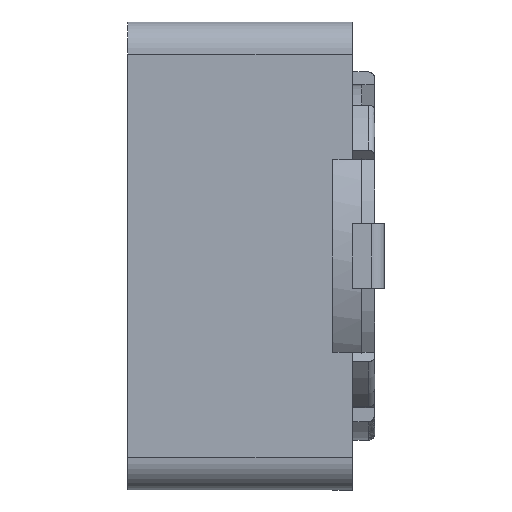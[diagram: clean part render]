
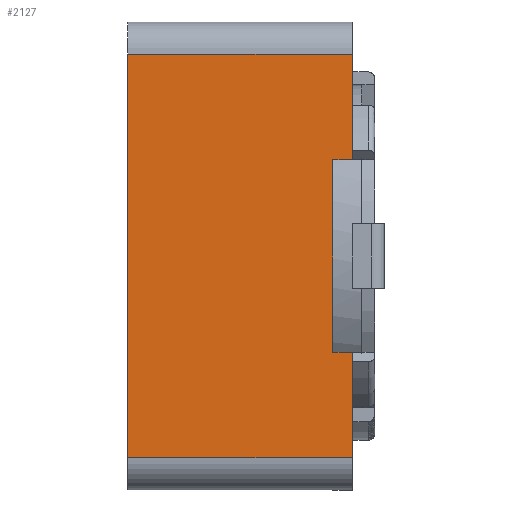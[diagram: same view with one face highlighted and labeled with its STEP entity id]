
A CAD part, left-side view. The second image highlights one B-rep face of the part: STEP entity #2127.
In plain terms, the highlighted planar face has unit normal (-1, 0, 0).
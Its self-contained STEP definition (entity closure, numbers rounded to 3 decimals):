
#70 = CARTESIAN_POINT ( 'NONE',  ( -3.65, 0.45, 1.5 ) ) ;
#283 = VECTOR ( 'NONE', #1223, 1000. ) ;
#289 = CARTESIAN_POINT ( 'NONE',  ( -3.65, 0.15, -3.15 ) ) ;
#319 = LINE ( 'NONE', #2593, #1606 ) ;
#457 = LINE ( 'NONE', #289, #2809 ) ;
#517 = PLANE ( 'NONE',  #4755 ) ;
#622 = CARTESIAN_POINT ( 'NONE',  ( -3.65, 0.15, -3.15 ) ) ;
#857 = ORIENTED_EDGE ( 'NONE', *, *, #9393, .F. ) ;
#884 = CARTESIAN_POINT ( 'NONE',  ( -3.65, 3.65, -3.15 ) ) ;
#1087 = CARTESIAN_POINT ( 'NONE',  ( -3.65, 0.15, -3.15 ) ) ;
#1223 = DIRECTION ( 'NONE',  ( 0., 0., 1. ) ) ;
#1606 = VECTOR ( 'NONE', #6342, 1000. ) ;
#1623 = VERTEX_POINT ( 'NONE', #5120 ) ;
#1766 = EDGE_CURVE ( 'NONE', #6608, #5275, #6216, .T. ) ;
#1979 = ORIENTED_EDGE ( 'NONE', *, *, #7715, .T. ) ;
#1992 = CARTESIAN_POINT ( 'NONE',  ( -3.65, 0.15, 3.15 ) ) ;
#2035 = EDGE_CURVE ( 'NONE', #4394, #5275, #319, .T. ) ;
#2127 = ADVANCED_FACE ( 'NONE', ( #3515 ), #517, .T. ) ;
#2141 = LINE ( 'NONE', #2577, #3687 ) ;
#2206 = VECTOR ( 'NONE', #5993, 1000. ) ;
#2338 = EDGE_CURVE ( 'NONE', #7691, #1623, #2903, .T. ) ;
#2379 = ORIENTED_EDGE ( 'NONE', *, *, #5872, .T. ) ;
#2577 = CARTESIAN_POINT ( 'NONE',  ( -3.65, 0.15, 3.15 ) ) ;
#2593 = CARTESIAN_POINT ( 'NONE',  ( -3.65, 0.45, -1.5 ) ) ;
#2702 = DIRECTION ( 'NONE',  ( 0., 0., 1. ) ) ;
#2722 = ORIENTED_EDGE ( 'NONE', *, *, #9722, .F. ) ;
#2809 = VECTOR ( 'NONE', #5501, 1000. ) ;
#2903 = LINE ( 'NONE', #4550, #3025 ) ;
#3025 = VECTOR ( 'NONE', #6087, 1000. ) ;
#3052 = DIRECTION ( 'NONE',  ( 0., -1., 0. ) ) ;
#3515 = FACE_OUTER_BOUND ( 'NONE', #9212, .T. ) ;
#3641 = VECTOR ( 'NONE', #7164, 1000. ) ;
#3687 = VECTOR ( 'NONE', #7093, 1000. ) ;
#3702 = LINE ( 'NONE', #3759, #4979 ) ;
#3759 = CARTESIAN_POINT ( 'NONE',  ( -3.65, 0.45, 1.5 ) ) ;
#4240 = DIRECTION ( 'NONE',  ( -1., 0., 0. ) ) ;
#4394 = VERTEX_POINT ( 'NONE', #6952 ) ;
#4550 = CARTESIAN_POINT ( 'NONE',  ( -3.65, 3.65, -3.15 ) ) ;
#4755 = AXIS2_PLACEMENT_3D ( 'NONE', #6515, #4240, #2702 ) ;
#4875 = CARTESIAN_POINT ( 'NONE',  ( -3.65, 0.15, -3.15 ) ) ;
#4910 = LINE ( 'NONE', #70, #2206 ) ;
#4979 = VECTOR ( 'NONE', #3052, 1000. ) ;
#5120 = CARTESIAN_POINT ( 'NONE',  ( -3.65, 3.65, 3.15 ) ) ;
#5275 = VERTEX_POINT ( 'NONE', #7274 ) ;
#5501 = DIRECTION ( 'NONE',  ( 0., 1., 0. ) ) ;
#5872 = EDGE_CURVE ( 'NONE', #9556, #7377, #6778, .T. ) ;
#5894 = ORIENTED_EDGE ( 'NONE', *, *, #2035, .F. ) ;
#5993 = DIRECTION ( 'NONE',  ( 0., 0., -1. ) ) ;
#6087 = DIRECTION ( 'NONE',  ( 0., 0., 1. ) ) ;
#6216 = LINE ( 'NONE', #4875, #3641 ) ;
#6342 = DIRECTION ( 'NONE',  ( 0., -1., 0. ) ) ;
#6515 = CARTESIAN_POINT ( 'NONE',  ( -3.65, 0.15, -3.15 ) ) ;
#6578 = VERTEX_POINT ( 'NONE', #7309 ) ;
#6608 = VERTEX_POINT ( 'NONE', #622 ) ;
#6778 = LINE ( 'NONE', #1087, #283 ) ;
#6952 = CARTESIAN_POINT ( 'NONE',  ( -3.65, 0.45, -1.5 ) ) ;
#7093 = DIRECTION ( 'NONE',  ( 0., 1., 0. ) ) ;
#7164 = DIRECTION ( 'NONE',  ( 0., 0., 1. ) ) ;
#7167 = ORIENTED_EDGE ( 'NONE', *, *, #1766, .T. ) ;
#7274 = CARTESIAN_POINT ( 'NONE',  ( -3.65, 0.15, -1.5 ) ) ;
#7309 = CARTESIAN_POINT ( 'NONE',  ( -3.65, 0.45, 1.5 ) ) ;
#7333 = CARTESIAN_POINT ( 'NONE',  ( -3.65, 0.15, 1.5 ) ) ;
#7377 = VERTEX_POINT ( 'NONE', #1992 ) ;
#7546 = EDGE_CURVE ( 'NONE', #6578, #9556, #3702, .T. ) ;
#7691 = VERTEX_POINT ( 'NONE', #884 ) ;
#7715 = EDGE_CURVE ( 'NONE', #7377, #1623, #2141, .T. ) ;
#8670 = ORIENTED_EDGE ( 'NONE', *, *, #2338, .F. ) ;
#9212 = EDGE_LOOP ( 'NONE', ( #7167, #5894, #2722, #9382, #2379, #1979, #8670, #857 ) ) ;
#9382 = ORIENTED_EDGE ( 'NONE', *, *, #7546, .T. ) ;
#9393 = EDGE_CURVE ( 'NONE', #6608, #7691, #457, .T. ) ;
#9556 = VERTEX_POINT ( 'NONE', #7333 ) ;
#9722 = EDGE_CURVE ( 'NONE', #6578, #4394, #4910, .T. ) ;
